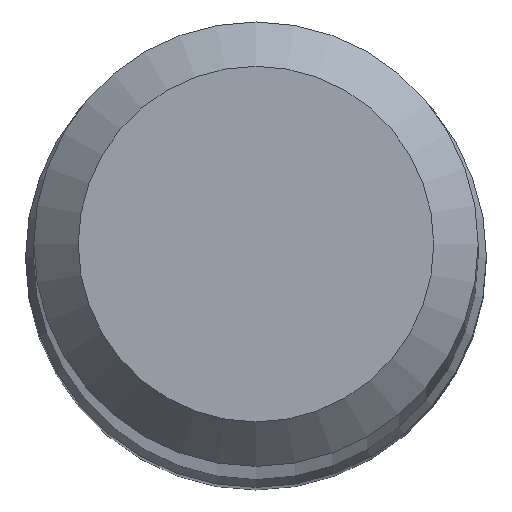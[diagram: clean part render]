
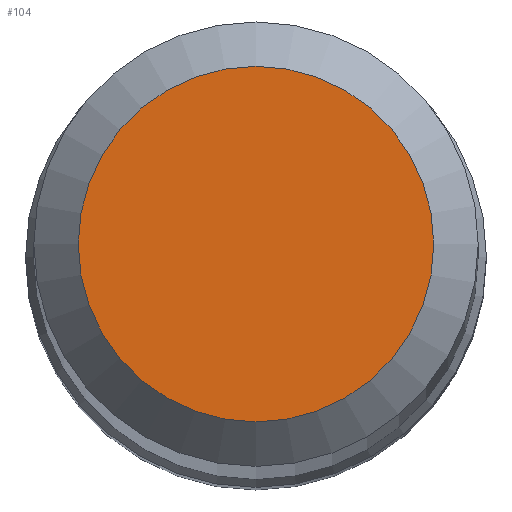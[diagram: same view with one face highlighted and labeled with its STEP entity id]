
A CAD part, top view. The second image highlights one B-rep face of the part: STEP entity #104.
In plain terms, the highlighted planar face has unit normal (0, 0, 1).
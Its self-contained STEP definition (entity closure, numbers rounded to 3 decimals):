
#5 = EDGE_LOOP ( 'NONE', ( #133 ) ) ;
#13 = VERTEX_POINT ( 'NONE', #17 ) ;
#17 = CARTESIAN_POINT ( 'NONE',  ( 0., 1.6, 80. ) ) ;
#30 = DIRECTION ( 'NONE',  ( 0., 1., 0. ) ) ;
#53 = DIRECTION ( 'NONE',  ( 0., -1., 0. ) ) ;
#65 = PLANE ( 'NONE',  #118 ) ;
#104 = ADVANCED_FACE ( 'NONE', ( #202 ), #65, .T. ) ;
#114 = CARTESIAN_POINT ( 'NONE',  ( 0., 0., 80. ) ) ;
#118 = AXIS2_PLACEMENT_3D ( 'NONE', #114, #169, #53 ) ;
#133 = ORIENTED_EDGE ( 'NONE', *, *, #232, .F. ) ;
#169 = DIRECTION ( 'NONE',  ( 0., 0., 1. ) ) ;
#195 = CARTESIAN_POINT ( 'NONE',  ( 0., 0., 80. ) ) ;
#196 = CIRCLE ( 'NONE', #222, 1.6 ) ;
#202 = FACE_OUTER_BOUND ( 'NONE', #5, .T. ) ;
#222 = AXIS2_PLACEMENT_3D ( 'NONE', #195, #230, #30 ) ;
#230 = DIRECTION ( 'NONE',  ( 0., 0., -1. ) ) ;
#232 = EDGE_CURVE ( 'NONE', #13, #13, #196, .T. ) ;
